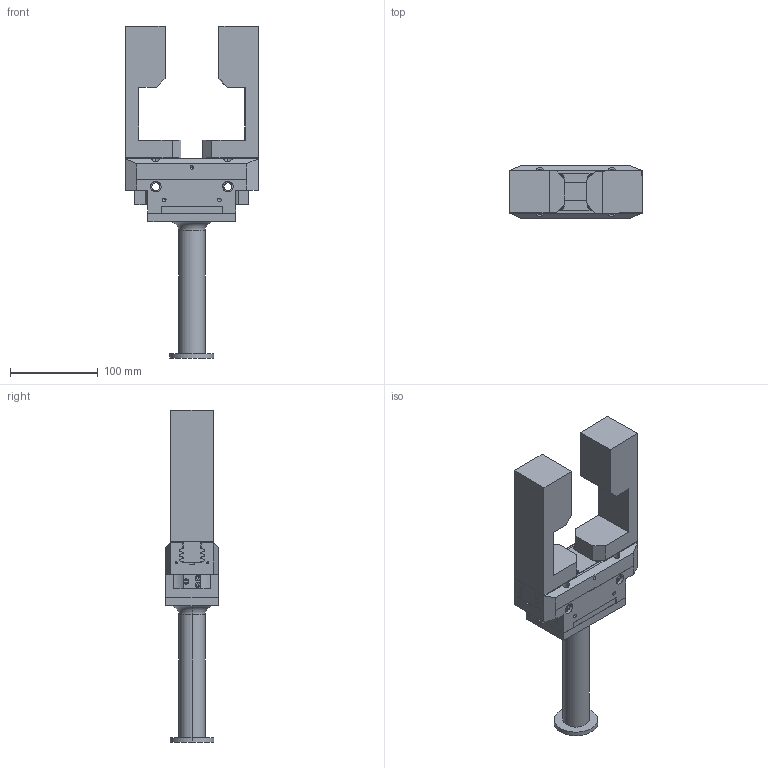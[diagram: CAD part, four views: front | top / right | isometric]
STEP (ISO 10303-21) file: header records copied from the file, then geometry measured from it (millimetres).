
FILE_DESCRIPTION(('CATIA V5 STEP Exchange'),'2;1');
FILE_NAME('SCHUNK_0371103_PGN_plus_125_1__000.stp','2022-03-02T15:50:50+00:00',('none'),('none'),'CATIA Version 5-6 Release 2017','CATIA V5 STEP AP203','none');
FILE_SCHEMA(('CONFIG_CONTROL_DESIGN'));
Length unit declared in the file: millimetre
Products named in the file (1): SCHUNK_0371103_PGN_plus_125_1__000
Assembly tree (12 placements, depth 2):
  SCHUNK_0371103_PGN_plus_125_1__000
    #57
    #695  x2
    #3201
    #6172  x2
    #7716
    #9429
    #14949
    #26458  x2
    #27014
Bounding box: 151.32 x 60 x 378 mm (x, y, z)
Volume: 1106609 mm3; surface area: 201841.8 mm2
Topology: 12 solids, 12 shells, 982 faces, 2588 edges, 1674 vertices
Faces by surface type: plane 600, cylinder 304, cone 72, sphere 4, torus 2
Entity records: 27469 total; most frequent: CARTESIAN_POINT 7412, ORIENTED_EDGE 4338, DIRECTION 3521, EDGE_CURVE 2169, VECTOR 1605, LINE 1605, VERTEX_POINT 1430, AXIS2_PLACEMENT_3D 1063
